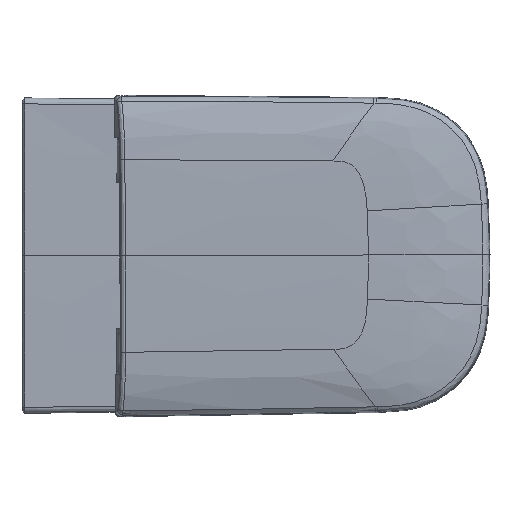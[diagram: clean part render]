
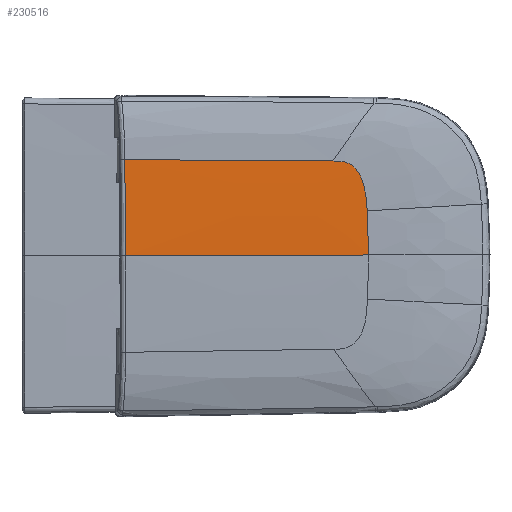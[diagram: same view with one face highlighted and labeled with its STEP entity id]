
A CAD part, top view. The second image highlights one B-rep face of the part: STEP entity #230516.
In plain terms, the highlighted free-form (B-spline) face has degree [3, 3] with [4, 4] control points.
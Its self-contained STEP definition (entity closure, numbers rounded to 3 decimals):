
#228093=CARTESIAN_POINT('',(5.243,-111.496,25.14));
#228094=VERTEX_POINT('',#228093);
#228102=CARTESIAN_POINT('',(-235.648,-108.957,24.721));
#228103=VERTEX_POINT('',#228102);
#228104=CARTESIAN_POINT('',(-235.648,-108.957,24.721));
#228105=CARTESIAN_POINT('',(-180.816,-109.799,25.021));
#228106=CARTESIAN_POINT('',(-100.521,-110.645,25.161));
#228107=CARTESIAN_POINT('',(5.243,-111.496,25.14));
#228108=B_SPLINE_CURVE_WITH_KNOTS('',3,(#228104,#228105,#228106,#228107),.UNSPECIFIED.,.F.,.U.,(4,4),(0.,0.976),.UNSPECIFIED.);
#228109=EDGE_CURVE('',#228103,#228094,#228108,.T.);
#229877=CARTESIAN_POINT('',(-276.467,0.,25.164));
#229878=VERTEX_POINT('',#229877);
#229965=CARTESIAN_POINT('',(4.943,0.,26.));
#229966=VERTEX_POINT('',#229965);
#230097=CARTESIAN_POINT('',(5.243,-111.496,25.14));
#230098=CARTESIAN_POINT('',(5.229,-108.806,25.209));
#230099=CARTESIAN_POINT('',(5.177,-103.55,25.321));
#230100=CARTESIAN_POINT('',(5.091,-87.605,25.585));
#230101=CARTESIAN_POINT('',(5.007,-63.718,25.814));
#230102=CARTESIAN_POINT('',(4.963,-37.169,25.944));
#230103=CARTESIAN_POINT('',(4.946,-15.92,25.992));
#230104=CARTESIAN_POINT('',(4.943,-5.327,26.));
#230105=CARTESIAN_POINT('',(4.943,0.,26.));
#230106=B_SPLINE_CURVE_WITH_KNOTS('',3,(#230097,#230098,#230099,#230100,#230101,#230102,#230103,#230104,#230105),.UNSPECIFIED.,.F.,.U.,(4,1,1,1,1,1,4),(8.46,9.281,10.105,13.402,16.699,18.348,19.996),.UNSPECIFIED.);
#230107=EDGE_CURVE('',#228094,#229966,#230106,.T.);
#230440=CARTESIAN_POINT('',(4.943,0.0,26.));
#230441=CARTESIAN_POINT('',(-140.129,0.0,25.99));
#230442=CARTESIAN_POINT('',(-233.918,0.0,25.711));
#230443=CARTESIAN_POINT('',(-276.467,0.0,25.164));
#230444=B_SPLINE_CURVE_WITH_KNOTS('',3,(#230440,#230441,#230442,#230443),.UNSPECIFIED.,.F.,.U.,(4,4),(0.017,0.932),.UNSPECIFIED.);
#230445=EDGE_CURVE('',#229966,#229878,#230444,.T.);
#230454=CARTESIAN_POINT('',(5.243,0.,26.));
#230455=CARTESIAN_POINT('',(-140.,0.,25.99));
#230456=CARTESIAN_POINT('',(-233.889,0.,25.712));
#230457=CARTESIAN_POINT('',(-276.467,0.,25.164));
#230458=CARTESIAN_POINT('',(5.243,-48.095,26.));
#230459=CARTESIAN_POINT('',(-140.,-48.095,25.99));
#230460=CARTESIAN_POINT('',(-233.889,-48.095,25.712));
#230461=CARTESIAN_POINT('',(-276.467,-48.095,25.164));
#230462=CARTESIAN_POINT('',(5.243,-90.235,25.684));
#230463=CARTESIAN_POINT('',(-140.,-90.235,25.674));
#230464=CARTESIAN_POINT('',(-233.888,-90.235,25.396));
#230465=CARTESIAN_POINT('',(-276.463,-90.235,24.849));
#230466=CARTESIAN_POINT('',(5.243,-111.496,25.139));
#230467=CARTESIAN_POINT('',(-140.001,-111.496,25.129));
#230468=CARTESIAN_POINT('',(-233.886,-111.496,24.851));
#230469=CARTESIAN_POINT('',(-276.456,-111.496,24.304));
#230470=B_SPLINE_SURFACE_WITH_KNOTS('',3,3,((#230454,#230458,#230462,#230466),(#230455,#230459,#230463,#230467),(#230456,#230460,#230464,#230468),(#230457,#230461,#230465,#230469)),.UNSPECIFIED.,.F.,.F.,.U.,(4,4),(4,4),(0.017,0.932),(0.0,0.836),.UNSPECIFIED.);
#230471=ORIENTED_EDGE('',*,*,#230445,.T.);
#230472=CARTESIAN_POINT('',(-275.051,-51.077,25.052));
#230473=VERTEX_POINT('',#230472);
#230474=CARTESIAN_POINT('',(-276.467,0.,25.164));
#230475=CARTESIAN_POINT('',(-276.467,-17.044,25.164));
#230476=CARTESIAN_POINT('',(-275.995,-34.07,25.132));
#230477=CARTESIAN_POINT('',(-275.051,-51.077,25.052));
#230478=B_SPLINE_CURVE_WITH_KNOTS('',3,(#230474,#230475,#230476,#230477),.UNSPECIFIED.,.F.,.U.,(4,4),(0.,1.),.UNSPECIFIED.);
#230479=EDGE_CURVE('',#229878,#230473,#230478,.T.);
#230480=ORIENTED_EDGE('',*,*,#230479,.T.);
#230481=CARTESIAN_POINT('',(-275.051,-51.077,25.052));
#230482=CARTESIAN_POINT('',(-274.899,-53.804,25.038));
#230483=CARTESIAN_POINT('',(-274.739,-56.458,25.024));
#230484=CARTESIAN_POINT('',(-274.545,-59.041,25.009));
#230485=CARTESIAN_POINT('',(-274.351,-61.623,24.995));
#230486=CARTESIAN_POINT('',(-274.124,-64.134,24.98));
#230487=CARTESIAN_POINT('',(-273.845,-66.572,24.965));
#230488=CARTESIAN_POINT('',(-273.286,-71.447,24.934));
#230489=CARTESIAN_POINT('',(-272.516,-76.028,24.902));
#230490=CARTESIAN_POINT('',(-271.454,-80.24,24.869));
#230491=CARTESIAN_POINT('',(-270.392,-84.452,24.837));
#230492=CARTESIAN_POINT('',(-269.039,-88.295,24.804));
#230493=CARTESIAN_POINT('',(-267.388,-91.67,24.775));
#230494=CARTESIAN_POINT('',(-265.736,-95.045,24.745));
#230495=CARTESIAN_POINT('',(-263.786,-97.951,24.718));
#230496=CARTESIAN_POINT('',(-261.57,-100.322,24.698));
#230497=CARTESIAN_POINT('',(-259.353,-102.693,24.678));
#230498=CARTESIAN_POINT('',(-256.87,-104.53,24.665));
#230499=CARTESIAN_POINT('',(-254.171,-105.846,24.659));
#230500=CARTESIAN_POINT('',(-251.472,-107.163,24.654));
#230501=CARTESIAN_POINT('',(-248.557,-107.959,24.658));
#230502=CARTESIAN_POINT('',(-245.462,-108.396,24.669));
#230503=CARTESIAN_POINT('',(-243.915,-108.615,24.675));
#230504=CARTESIAN_POINT('',(-242.323,-108.744,24.682));
#230505=CARTESIAN_POINT('',(-240.688,-108.822,24.691));
#230506=CARTESIAN_POINT('',(-239.052,-108.901,24.7));
#230507=CARTESIAN_POINT('',(-237.372,-108.929,24.71));
#230508=CARTESIAN_POINT('',(-235.648,-108.956,24.721));
#230509=B_SPLINE_CURVE_WITH_KNOTS('',3,(#230481,#230482,#230483,#230484,#230485,#230486,#230487,#230488,#230489,#230490,#230491,#230492,#230493,#230494,#230495,#230496,#230497,#230498,#230499,#230500,#230501,#230502,#230503,#230504,#230505,#230506,#230507,#230508),.UNSPECIFIED.,.F.,.U.,(4,3,3,3,3,3,3,3,3,4),(-1.,-0.929,-0.857,-0.714,-0.571,-0.429,-0.286,-0.143,-0.071,0.),.UNSPECIFIED.);
#230510=EDGE_CURVE('',#230473,#228103,#230509,.T.);
#230511=ORIENTED_EDGE('',*,*,#230510,.T.);
#230512=ORIENTED_EDGE('',*,*,#228109,.T.);
#230513=ORIENTED_EDGE('',*,*,#230107,.T.);
#230514=EDGE_LOOP('',(#230471,#230480,#230511,#230512,#230513));
#230515=FACE_OUTER_BOUND('',#230514,.T.);
#230516=ADVANCED_FACE('',(#230515),#230470,.T.);
